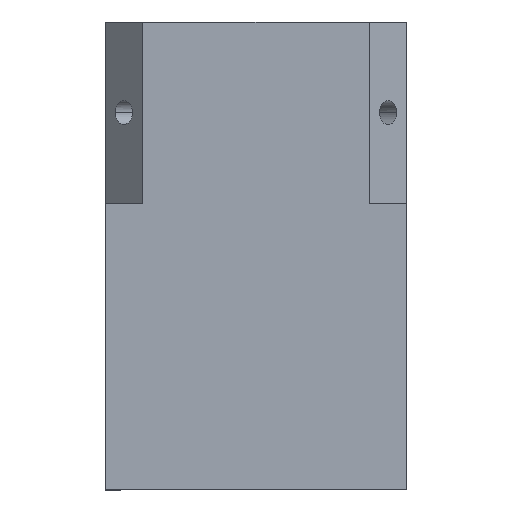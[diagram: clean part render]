
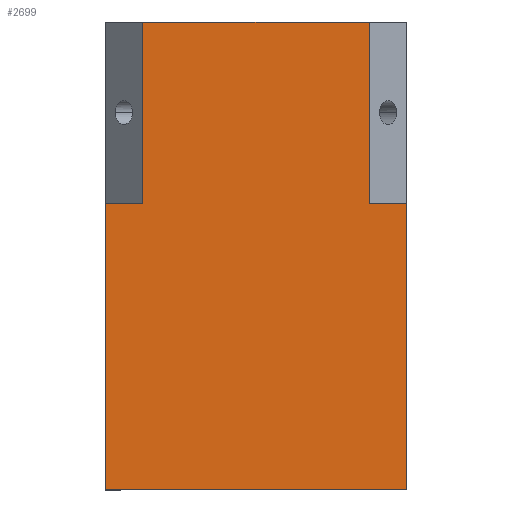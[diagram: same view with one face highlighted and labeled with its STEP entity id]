
A CAD part, left-side view. The second image highlights one B-rep face of the part: STEP entity #2699.
In plain terms, the highlighted planar face has unit normal (-1, 0, 0).
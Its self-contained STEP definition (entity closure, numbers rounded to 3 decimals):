
#68 = DIRECTION ( 'NONE',  ( 0., 0., -1. ) ) ;
#122 = CARTESIAN_POINT ( 'NONE',  ( -10.5, 10., -13.5 ) ) ;
#161 = CARTESIAN_POINT ( 'NONE',  ( -10.5, 10., 5.5 ) ) ;
#268 = EDGE_CURVE ( 'NONE', #590, #1035, #2820, .T. ) ;
#295 = LINE ( 'NONE', #2447, #1535 ) ;
#314 = VECTOR ( 'NONE', #1294, 1000. ) ;
#334 = CARTESIAN_POINT ( 'NONE',  ( -10.5, -10., 17.5 ) ) ;
#379 = CARTESIAN_POINT ( 'NONE',  ( -10.5, -10., -13.5 ) ) ;
#418 = ORIENTED_EDGE ( 'NONE', *, *, #2966, .F. ) ;
#550 = EDGE_CURVE ( 'NONE', #2763, #1291, #857, .T. ) ;
#573 = CARTESIAN_POINT ( 'NONE',  ( -10.5, -10., 5.5 ) ) ;
#577 = EDGE_CURVE ( 'NONE', #1831, #1291, #1335, .T. ) ;
#589 = CARTESIAN_POINT ( 'NONE',  ( -10.5, -10., 17.5 ) ) ;
#590 = VERTEX_POINT ( 'NONE', #2516 ) ;
#640 = ORIENTED_EDGE ( 'NONE', *, *, #268, .T. ) ;
#708 = VECTOR ( 'NONE', #1278, 1000. ) ;
#725 = ORIENTED_EDGE ( 'NONE', *, *, #2690, .F. ) ;
#804 = VERTEX_POINT ( 'NONE', #1910 ) ;
#811 = VERTEX_POINT ( 'NONE', #2151 ) ;
#832 = DIRECTION ( 'NONE',  ( 0., 0., -1. ) ) ;
#857 = LINE ( 'NONE', #334, #1481 ) ;
#870 = ORIENTED_EDGE ( 'NONE', *, *, #550, .F. ) ;
#988 = EDGE_CURVE ( 'NONE', #1035, #1831, #295, .T. ) ;
#1035 = VERTEX_POINT ( 'NONE', #161 ) ;
#1090 = VECTOR ( 'NONE', #2190, 1000. ) ;
#1102 = ORIENTED_EDGE ( 'NONE', *, *, #2229, .T. ) ;
#1139 = CARTESIAN_POINT ( 'NONE',  ( -10.5, 7.5, 17.5 ) ) ;
#1144 = DIRECTION ( 'NONE',  ( 0., 0., 1. ) ) ;
#1278 = DIRECTION ( 'NONE',  ( 0., -1., 0. ) ) ;
#1291 = VERTEX_POINT ( 'NONE', #379 ) ;
#1294 = DIRECTION ( 'NONE',  ( 0., -1., 0. ) ) ;
#1335 = LINE ( 'NONE', #122, #708 ) ;
#1456 = LINE ( 'NONE', #2766, #2526 ) ;
#1463 = DIRECTION ( 'NONE',  ( 1., 0., 0. ) ) ;
#1481 = VECTOR ( 'NONE', #1498, 1000. ) ;
#1498 = DIRECTION ( 'NONE',  ( 0., 0., -1. ) ) ;
#1521 = FACE_OUTER_BOUND ( 'NONE', #2186, .T. ) ;
#1535 = VECTOR ( 'NONE', #832, 1000. ) ;
#1546 = PLANE ( 'NONE',  #1671 ) ;
#1562 = LINE ( 'NONE', #589, #314 ) ;
#1640 = LINE ( 'NONE', #573, #1090 ) ;
#1671 = AXIS2_PLACEMENT_3D ( 'NONE', #2843, #1463, #68 ) ;
#1708 = ORIENTED_EDGE ( 'NONE', *, *, #577, .T. ) ;
#1767 = EDGE_CURVE ( 'NONE', #811, #2763, #1640, .T. ) ;
#1773 = DIRECTION ( 'NONE',  ( 0., 0., 1. ) ) ;
#1781 = ORIENTED_EDGE ( 'NONE', *, *, #1767, .F. ) ;
#1831 = VERTEX_POINT ( 'NONE', #2673 ) ;
#1882 = CARTESIAN_POINT ( 'NONE',  ( -10.5, 10., 5.5 ) ) ;
#1910 = CARTESIAN_POINT ( 'NONE',  ( -10.5, -7.5, 17.5 ) ) ;
#1933 = CARTESIAN_POINT ( 'NONE',  ( -10.5, -10., 5.5 ) ) ;
#2123 = VECTOR ( 'NONE', #2323, 1000. ) ;
#2151 = CARTESIAN_POINT ( 'NONE',  ( -10.5, -7.5, 5.5 ) ) ;
#2186 = EDGE_LOOP ( 'NONE', ( #2815, #1708, #870, #1781, #1102, #418, #725, #640 ) ) ;
#2190 = DIRECTION ( 'NONE',  ( 0., -1., 0. ) ) ;
#2196 = LINE ( 'NONE', #2927, #2271 ) ;
#2215 = VERTEX_POINT ( 'NONE', #1139 ) ;
#2229 = EDGE_CURVE ( 'NONE', #811, #804, #1456, .T. ) ;
#2271 = VECTOR ( 'NONE', #1773, 1000. ) ;
#2323 = DIRECTION ( 'NONE',  ( 0., 1., 0. ) ) ;
#2447 = CARTESIAN_POINT ( 'NONE',  ( -10.5, 10., 17.5 ) ) ;
#2516 = CARTESIAN_POINT ( 'NONE',  ( -10.5, 7.5, 5.5 ) ) ;
#2526 = VECTOR ( 'NONE', #1144, 1000. ) ;
#2673 = CARTESIAN_POINT ( 'NONE',  ( -10.5, 10., -13.5 ) ) ;
#2690 = EDGE_CURVE ( 'NONE', #590, #2215, #2196, .T. ) ;
#2699 = ADVANCED_FACE ( 'NONE', ( #1521 ), #1546, .F. ) ;
#2763 = VERTEX_POINT ( 'NONE', #1933 ) ;
#2766 = CARTESIAN_POINT ( 'NONE',  ( -10.5, -7.5, 5.5 ) ) ;
#2815 = ORIENTED_EDGE ( 'NONE', *, *, #988, .T. ) ;
#2820 = LINE ( 'NONE', #1882, #2123 ) ;
#2843 = CARTESIAN_POINT ( 'NONE',  ( -10.5, -10., 17.5 ) ) ;
#2927 = CARTESIAN_POINT ( 'NONE',  ( -10.5, 7.5, 5.5 ) ) ;
#2966 = EDGE_CURVE ( 'NONE', #2215, #804, #1562, .T. ) ;
